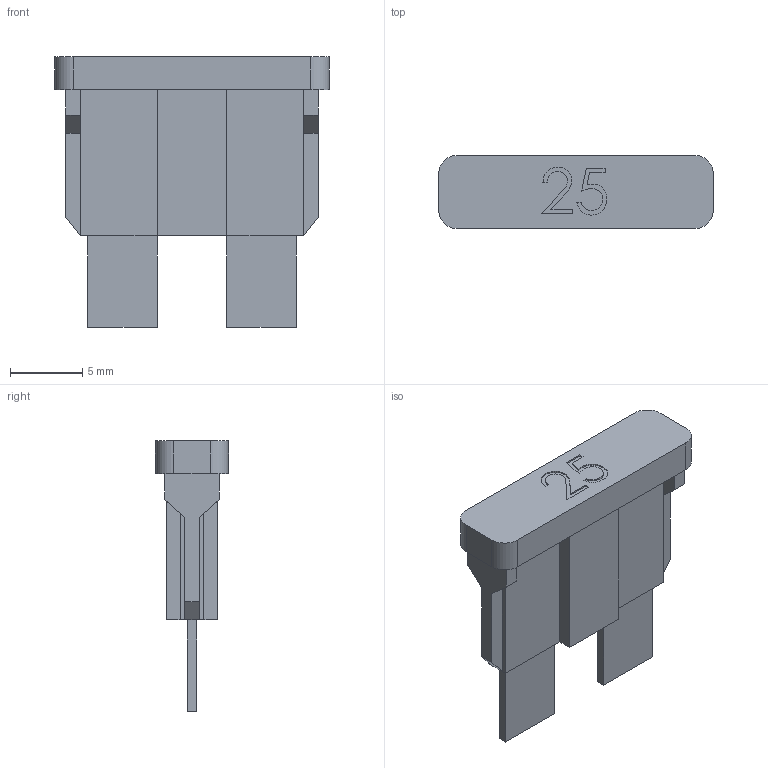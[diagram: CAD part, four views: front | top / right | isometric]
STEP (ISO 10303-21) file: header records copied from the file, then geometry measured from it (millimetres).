
FILE_DESCRIPTION (( 'STEP AP214' ), '1' );
FILE_NAME ('Fuse ATO 25A.step', '2019-03-28T02:04:41', ( '' ), ( '' ), 'SwSTEP 2.0', 'SolidWorks 2018', '' );
FILE_SCHEMA (( 'AUTOMOTIVE_DESIGN' ));
Length unit declared in the file: inch
Products named in the file (1): Fuse ATO 25A
Bounding box: 19.05 x 5.08 x 18.8 mm (x, y, z)
Volume: 545.2 mm3; surface area: 1063.1 mm2
Topology: 1 solids, 1 shells, 120 faces, 328 edges, 212 vertices
Faces by surface type: plane 94, bspline 14, cylinder 12
Entity records: 6152 total; most frequent: CARTESIAN_POINT 1587, ORIENTED_EDGE 656, DIRECTION 542, EDGE_CURVE 328, VECTOR 272, LINE 272, VERTEX_POINT 212, AXIS2_PLACEMENT_3D 135
